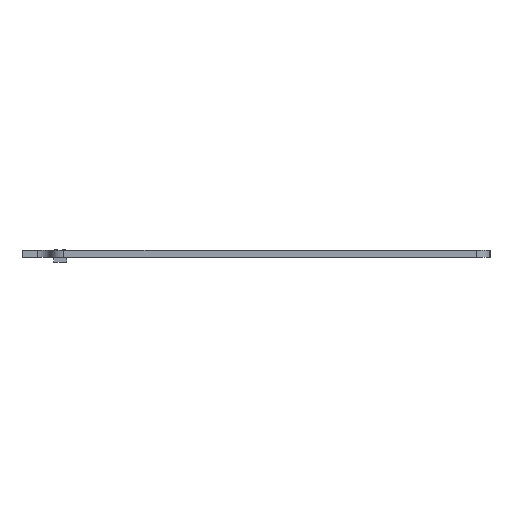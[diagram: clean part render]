
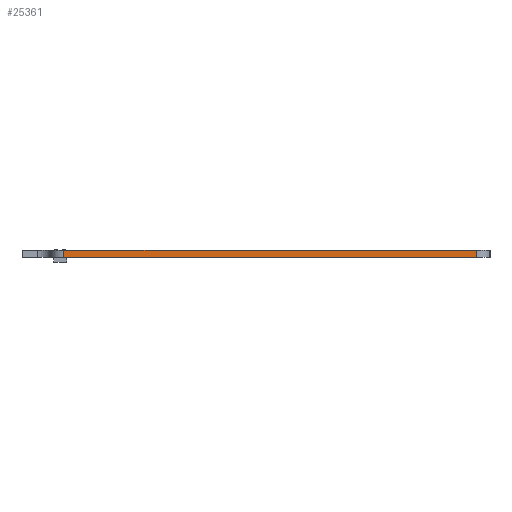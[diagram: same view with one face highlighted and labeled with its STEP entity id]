
A CAD part, left-side view. The second image highlights one B-rep face of the part: STEP entity #25361.
In plain terms, the highlighted planar face has unit normal (-1, 0, 0).
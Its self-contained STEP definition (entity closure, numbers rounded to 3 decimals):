
#2169 = PLANE('',#2170);
#2170 = AXIS2_PLACEMENT_3D('',#2171,#2172,#2173);
#2171 = CARTESIAN_POINT('',(55.218,18.505,1.6));
#2172 = DIRECTION('',(-0.,-0.,-1.));
#2173 = DIRECTION('',(-1.,0.,0.));
#2223 = PLANE('',#2224);
#2224 = AXIS2_PLACEMENT_3D('',#2225,#2226,#2227);
#2225 = CARTESIAN_POINT('',(55.218,18.505,0.));
#2226 = DIRECTION('',(-0.,-0.,-1.));
#2227 = DIRECTION('',(-1.,0.,0.));
#2548 = VERTEX_POINT('',#2549);
#2549 = CARTESIAN_POINT('',(-46.01,-29.098,0.));
#2568 = CYLINDRICAL_SURFACE('',#2569,2.958);
#2569 = AXIS2_PLACEMENT_3D('',#2570,#2571,#2572);
#2570 = CARTESIAN_POINT('',(-43.052,-29.142,0.));
#2571 = DIRECTION('',(-0.,-0.,-1.));
#2572 = DIRECTION('',(1.,0.,-0.));
#2580 = EDGE_CURVE('',#2548,#2581,#2583,.T.);
#2581 = VERTEX_POINT('',#2582);
#2582 = CARTESIAN_POINT('',(-46.01,64.061,0.));
#2583 = SURFACE_CURVE('',#2584,(#2588,#2595),.PCURVE_S1.);
#2584 = LINE('',#2585,#2586);
#2585 = CARTESIAN_POINT('',(-46.01,-29.098,0.));
#2586 = VECTOR('',#2587,1.);
#2587 = DIRECTION('',(0.,1.,0.));
#2588 = PCURVE('',#2223,#2589);
#2589 = DEFINITIONAL_REPRESENTATION('',(#2590),#2594);
#2590 = LINE('',#2591,#2592);
#2591 = CARTESIAN_POINT('',(101.228,-47.603));
#2592 = VECTOR('',#2593,1.);
#2593 = DIRECTION('',(0.,1.));
#2594 = ( GEOMETRIC_REPRESENTATION_CONTEXT(2) 
PARAMETRIC_REPRESENTATION_CONTEXT() REPRESENTATION_CONTEXT('2D SPACE',''
  ) );
#2595 = PCURVE('',#2596,#2601);
#2596 = PLANE('',#2597);
#2597 = AXIS2_PLACEMENT_3D('',#2598,#2599,#2600);
#2598 = CARTESIAN_POINT('',(-46.01,-29.098,0.));
#2599 = DIRECTION('',(-1.,0.,0.));
#2600 = DIRECTION('',(0.,1.,0.));
#2601 = DEFINITIONAL_REPRESENTATION('',(#2602),#2606);
#2602 = LINE('',#2603,#2604);
#2603 = CARTESIAN_POINT('',(0.,0.));
#2604 = VECTOR('',#2605,1.);
#2605 = DIRECTION('',(1.,0.));
#2606 = ( GEOMETRIC_REPRESENTATION_CONTEXT(2) 
PARAMETRIC_REPRESENTATION_CONTEXT() REPRESENTATION_CONTEXT('2D SPACE',''
  ) );
#2629 = CYLINDRICAL_SURFACE('',#2630,2.964);
#2630 = AXIS2_PLACEMENT_3D('',#2631,#2632,#2633);
#2631 = CARTESIAN_POINT('',(-43.046,64.037,0.));
#2632 = DIRECTION('',(-0.,-0.,-1.));
#2633 = DIRECTION('',(1.,0.,-0.));
#14845 = VERTEX_POINT('',#14846);
#14846 = CARTESIAN_POINT('',(-46.01,-29.098,1.6));
#14872 = EDGE_CURVE('',#14845,#14873,#14875,.T.);
#14873 = VERTEX_POINT('',#14874);
#14874 = CARTESIAN_POINT('',(-46.01,64.061,1.6));
#14875 = SURFACE_CURVE('',#14876,(#14880,#14887),.PCURVE_S1.);
#14876 = LINE('',#14877,#14878);
#14877 = CARTESIAN_POINT('',(-46.01,-29.098,1.6));
#14878 = VECTOR('',#14879,1.);
#14879 = DIRECTION('',(0.,1.,0.));
#14880 = PCURVE('',#2169,#14881);
#14881 = DEFINITIONAL_REPRESENTATION('',(#14882),#14886);
#14882 = LINE('',#14883,#14884);
#14883 = CARTESIAN_POINT('',(101.228,-47.603));
#14884 = VECTOR('',#14885,1.);
#14885 = DIRECTION('',(0.,1.));
#14886 = ( GEOMETRIC_REPRESENTATION_CONTEXT(2) 
PARAMETRIC_REPRESENTATION_CONTEXT() REPRESENTATION_CONTEXT('2D SPACE',''
  ) );
#14887 = PCURVE('',#2596,#14888);
#14888 = DEFINITIONAL_REPRESENTATION('',(#14889),#14893);
#14889 = LINE('',#14890,#14891);
#14890 = CARTESIAN_POINT('',(0.,-1.6));
#14891 = VECTOR('',#14892,1.);
#14892 = DIRECTION('',(1.,0.));
#14893 = ( GEOMETRIC_REPRESENTATION_CONTEXT(2) 
PARAMETRIC_REPRESENTATION_CONTEXT() REPRESENTATION_CONTEXT('2D SPACE',''
  ) );
#25313 = EDGE_CURVE('',#2581,#14873,#25314,.T.);
#25314 = SURFACE_CURVE('',#25315,(#25319,#25326),.PCURVE_S1.);
#25315 = LINE('',#25316,#25317);
#25316 = CARTESIAN_POINT('',(-46.01,64.061,0.));
#25317 = VECTOR('',#25318,1.);
#25318 = DIRECTION('',(0.,0.,1.));
#25319 = PCURVE('',#2629,#25320);
#25320 = DEFINITIONAL_REPRESENTATION('',(#25321),#25325);
#25321 = LINE('',#25322,#25323);
#25322 = CARTESIAN_POINT('',(-3.133,0.));
#25323 = VECTOR('',#25324,1.);
#25324 = DIRECTION('',(-0.,-1.));
#25325 = ( GEOMETRIC_REPRESENTATION_CONTEXT(2) 
PARAMETRIC_REPRESENTATION_CONTEXT() REPRESENTATION_CONTEXT('2D SPACE',''
  ) );
#25326 = PCURVE('',#2596,#25327);
#25327 = DEFINITIONAL_REPRESENTATION('',(#25328),#25332);
#25328 = LINE('',#25329,#25330);
#25329 = CARTESIAN_POINT('',(93.159,0.));
#25330 = VECTOR('',#25331,1.);
#25331 = DIRECTION('',(0.,-1.));
#25332 = ( GEOMETRIC_REPRESENTATION_CONTEXT(2) 
PARAMETRIC_REPRESENTATION_CONTEXT() REPRESENTATION_CONTEXT('2D SPACE',''
  ) );
#25361 = ADVANCED_FACE('',(#25362),#2596,.T.);
#25362 = FACE_BOUND('',#25363,.T.);
#25363 = EDGE_LOOP('',(#25364,#25385,#25386,#25387));
#25364 = ORIENTED_EDGE('',*,*,#25365,.T.);
#25365 = EDGE_CURVE('',#2548,#14845,#25366,.T.);
#25366 = SURFACE_CURVE('',#25367,(#25371,#25378),.PCURVE_S1.);
#25367 = LINE('',#25368,#25369);
#25368 = CARTESIAN_POINT('',(-46.01,-29.098,0.));
#25369 = VECTOR('',#25370,1.);
#25370 = DIRECTION('',(0.,0.,1.));
#25371 = PCURVE('',#2596,#25372);
#25372 = DEFINITIONAL_REPRESENTATION('',(#25373),#25377);
#25373 = LINE('',#25374,#25375);
#25374 = CARTESIAN_POINT('',(0.,0.));
#25375 = VECTOR('',#25376,1.);
#25376 = DIRECTION('',(0.,-1.));
#25377 = ( GEOMETRIC_REPRESENTATION_CONTEXT(2) 
PARAMETRIC_REPRESENTATION_CONTEXT() REPRESENTATION_CONTEXT('2D SPACE',''
  ) );
#25378 = PCURVE('',#2568,#25379);
#25379 = DEFINITIONAL_REPRESENTATION('',(#25380),#25384);
#25380 = LINE('',#25381,#25382);
#25381 = CARTESIAN_POINT('',(-3.127,0.));
#25382 = VECTOR('',#25383,1.);
#25383 = DIRECTION('',(-0.,-1.));
#25384 = ( GEOMETRIC_REPRESENTATION_CONTEXT(2) 
PARAMETRIC_REPRESENTATION_CONTEXT() REPRESENTATION_CONTEXT('2D SPACE',''
  ) );
#25385 = ORIENTED_EDGE('',*,*,#14872,.T.);
#25386 = ORIENTED_EDGE('',*,*,#25313,.F.);
#25387 = ORIENTED_EDGE('',*,*,#2580,.F.);
